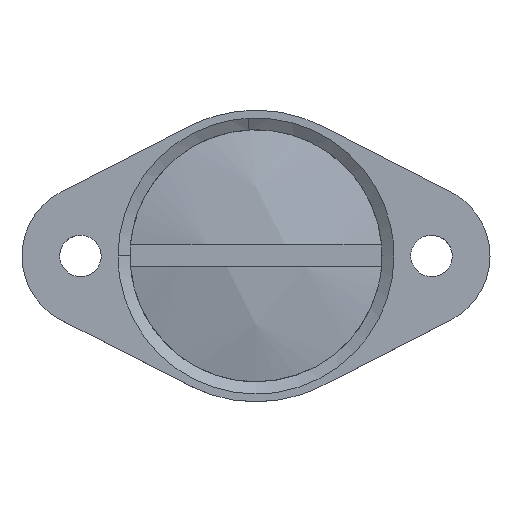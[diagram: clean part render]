
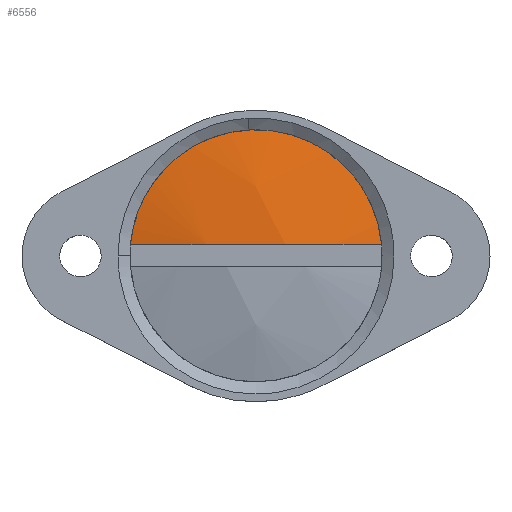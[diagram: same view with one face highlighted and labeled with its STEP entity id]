
A CAD part, top view. The second image highlights one B-rep face of the part: STEP entity #6556.
In plain terms, the highlighted free-form (B-spline) face has degree [2, 2] with [4, 4] control points.
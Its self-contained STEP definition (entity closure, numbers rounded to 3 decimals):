
#5767=CARTESIAN_POINT('',(-4.385,5.456,0.));
#5768=VERTEX_POINT('',#5767);
#5769=CARTESIAN_POINT('',(-6.974,0.6,0.0));
#5770=VERTEX_POINT('',#5769);
#5771=CARTESIAN_POINT('',(-4.385,5.456,0.));
#5772=CARTESIAN_POINT('',(-4.764,5.152,0.));
#5773=CARTESIAN_POINT('',(-5.447,4.474,0.));
#5774=CARTESIAN_POINT('',(-6.134,3.437,0.));
#5775=CARTESIAN_POINT('',(-6.588,2.428,0.));
#5776=CARTESIAN_POINT('',(-6.853,1.536,0.));
#5777=CARTESIAN_POINT('',(-6.949,0.894,0.));
#5778=CARTESIAN_POINT('',(-6.974,0.6,0.0));
#5779=B_SPLINE_CURVE_WITH_KNOTS('',3,(#5771,#5772,#5773,#5774,#5775,#5776,#5777,#5778),.UNSPECIFIED.,.F.,.U.,(4,1,1,1,1,4),(0.,1.458,2.872,3.712,4.772,5.656),.UNSPECIFIED.);
#5780=EDGE_CURVE('',#5768,#5770,#5779,.T.);
#5853=CARTESIAN_POINT('',(4.914,4.986,0.));
#5854=VERTEX_POINT('',#5853);
#5860=CARTESIAN_POINT('',(6.974,0.6,0.));
#5861=VERTEX_POINT('',#5860);
#5862=CARTESIAN_POINT('',(6.974,0.6,0.));
#5863=CARTESIAN_POINT('',(6.947,0.921,0.));
#5864=CARTESIAN_POINT('',(6.855,1.508,0.));
#5865=CARTESIAN_POINT('',(6.622,2.314,0.));
#5866=CARTESIAN_POINT('',(6.281,3.137,0.));
#5867=CARTESIAN_POINT('',(5.75,4.054,0.));
#5868=CARTESIAN_POINT('',(5.226,4.678,0.));
#5869=CARTESIAN_POINT('',(4.914,4.986,0.));
#5870=B_SPLINE_CURVE_WITH_KNOTS('',3,(#5862,#5863,#5864,#5865,#5866,#5867,#5868,#5869),.UNSPECIFIED.,.F.,.U.,(4,1,1,1,1,4),(0.,0.966,1.778,2.513,3.634,4.948),.UNSPECIFIED.);
#5871=EDGE_CURVE('',#5861,#5854,#5870,.T.);
#5935=CARTESIAN_POINT('',(4.914,4.986,0.));
#5936=CARTESIAN_POINT('',(4.715,5.181,0.));
#5937=CARTESIAN_POINT('',(4.235,5.601,0.));
#5938=CARTESIAN_POINT('',(3.402,6.149,0.));
#5939=CARTESIAN_POINT('',(2.494,6.564,0.));
#5940=CARTESIAN_POINT('',(1.604,6.832,0.));
#5941=CARTESIAN_POINT('',(0.621,7.,0.));
#5942=CARTESIAN_POINT('',(-0.404,7.017,0.));
#5943=CARTESIAN_POINT('',(-1.378,6.88,0.));
#5944=CARTESIAN_POINT('',(-2.379,6.615,0.));
#5945=CARTESIAN_POINT('',(-3.391,6.168,0.));
#5946=CARTESIAN_POINT('',(-4.096,5.689,0.));
#5947=CARTESIAN_POINT('',(-4.385,5.456,0.));
#5948=B_SPLINE_CURVE_WITH_KNOTS('',3,(#5935,#5936,#5937,#5938,#5939,#5940,#5941,#5942,#5943,#5944,#5945,#5946,#5947),.UNSPECIFIED.,.F.,.U.,(4,1,1,1,1,1,1,1,1,1,4),(0.,0.836,1.91,2.984,3.82,4.695,5.968,6.883,7.639,9.071,10.186),.UNSPECIFIED.);
#5949=EDGE_CURVE('',#5854,#5768,#5948,.T.);
#6454=CARTESIAN_POINT('',(-6.974,0.6,0.0));
#6455=CARTESIAN_POINT('',(-5.984,0.6,0.288));
#6456=CARTESIAN_POINT('',(-4.077,0.6,0.716));
#6457=CARTESIAN_POINT('',(-0.923,0.6,1.045));
#6458=CARTESIAN_POINT('',(1.733,0.6,0.98));
#6459=CARTESIAN_POINT('',(4.473,0.6,0.627));
#6460=CARTESIAN_POINT('',(5.984,0.6,0.288));
#6461=CARTESIAN_POINT('',(6.974,0.6,0.));
#6462=B_SPLINE_CURVE_WITH_KNOTS('',3,(#6454,#6455,#6456,#6457,#6458,#6459,#6460,#6461),.UNSPECIFIED.,.F.,.U.,(4,1,1,1,1,4),(0.,3.092,5.853,9.498,11.044,14.136),.UNSPECIFIED.);
#6463=EDGE_CURVE('',#5770,#5861,#6462,.T.);
#6526=CARTESIAN_POINT('',(-7.631,0.178,-0.194));
#6527=CARTESIAN_POINT('',(-3.909,0.277,0.998));
#6528=CARTESIAN_POINT('',(3.909,0.277,0.998));
#6529=CARTESIAN_POINT('',(7.631,0.178,-0.194));
#6530=CARTESIAN_POINT('',(-7.669,1.923,-0.219));
#6531=CARTESIAN_POINT('',(-3.929,2.065,0.979));
#6532=CARTESIAN_POINT('',(3.929,2.065,0.979));
#6533=CARTESIAN_POINT('',(7.669,1.923,-0.219));
#6534=CARTESIAN_POINT('',(-7.669,5.372,-0.754));
#6535=CARTESIAN_POINT('',(-3.929,5.6,0.43));
#6536=CARTESIAN_POINT('',(3.929,5.6,0.43));
#6537=CARTESIAN_POINT('',(7.669,5.372,-0.754));
#6538=CARTESIAN_POINT('',(-7.631,7.043,-1.259));
#6539=CARTESIAN_POINT('',(-3.909,7.31,-0.093));
#6540=CARTESIAN_POINT('',(3.909,7.31,-0.093));
#6541=CARTESIAN_POINT('',(7.631,7.043,-1.259));
#6549=(BOUNDED_SURFACE()B_SPLINE_SURFACE(2,2,((#6526,#6530,#6534,#6538),(#6527,#6531,#6535,#6539),(#6528,#6532,#6536,#6540),(#6529,#6533,#6537,#6541)),.UNSPECIFIED.,.F.,.F.,.U.)B_SPLINE_SURFACE_WITH_KNOTS((3,1,3),(3,1,3),(0.0,7.8,15.6),(0.0,3.55,7.101),.UNSPECIFIED.)GEOMETRIC_REPRESENTATION_ITEM()RATIONAL_B_SPLINE_SURFACE(((1.03,1.025,1.025,1.03),(1.005,1.0,1.0,1.005),(1.005,1.0,1.0,1.005),(1.03,1.025,1.025,1.03)))REPRESENTATION_ITEM('')SURFACE());
#6550=ORIENTED_EDGE('',*,*,#5871,.T.);
#6551=ORIENTED_EDGE('',*,*,#5949,.T.);
#6552=ORIENTED_EDGE('',*,*,#5780,.T.);
#6553=ORIENTED_EDGE('',*,*,#6463,.T.);
#6554=EDGE_LOOP('',(#6550,#6551,#6552,#6553));
#6555=FACE_OUTER_BOUND('',#6554,.T.);
#6556=ADVANCED_FACE('',(#6555),#6549,.T.);
